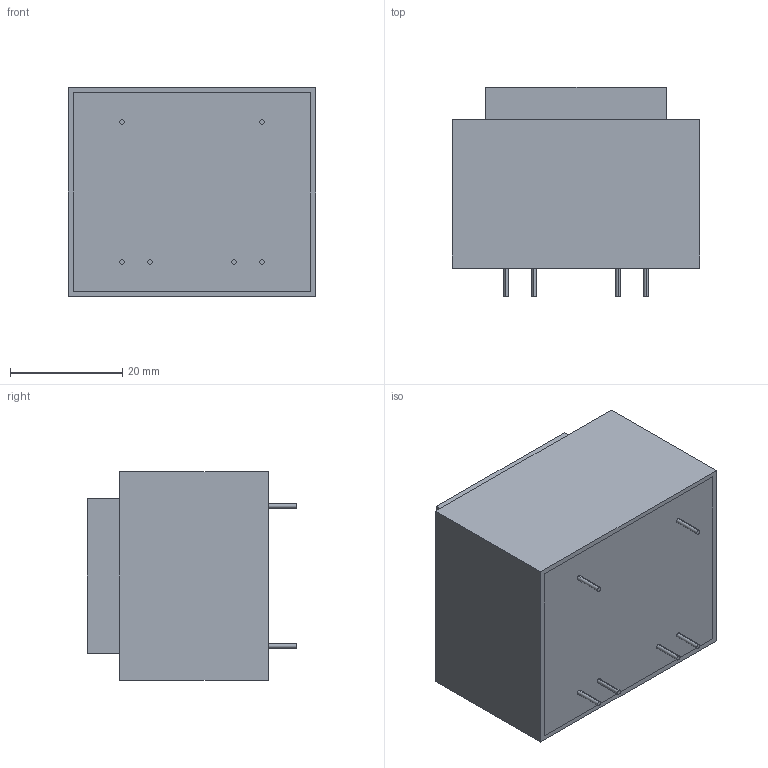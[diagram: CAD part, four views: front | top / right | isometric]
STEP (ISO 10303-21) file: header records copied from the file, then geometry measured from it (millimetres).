
FILE_DESCRIPTION (( 'STEP AP214' ), '1' );
FILE_NAME ('205111.STEP', '2020-05-28T20:09:06', ( '' ), ( '' ), 'SwSTEP 2.0', 'SolidWorks 2018', '' );
FILE_SCHEMA (( 'AUTOMOTIVE_DESIGN' ));
Length unit declared in the file: millimetre
Products named in the file (1): 205111
Bounding box: 44.2 x 37.4 x 37.2 mm (x, y, z)
Volume: 48715.7 mm3; surface area: 8371.5 mm2
Topology: 1 solids, 1 shells, 30 faces, 64 edges, 44 vertices
Faces by surface type: plane 18, cylinder 12
Entity records: 858 total; most frequent: DIRECTION 150, CARTESIAN_POINT 139, ORIENTED_EDGE 128, EDGE_CURVE 64, AXIS2_PLACEMENT_3D 55, VERTEX_POINT 44, VECTOR 40, LINE 40
